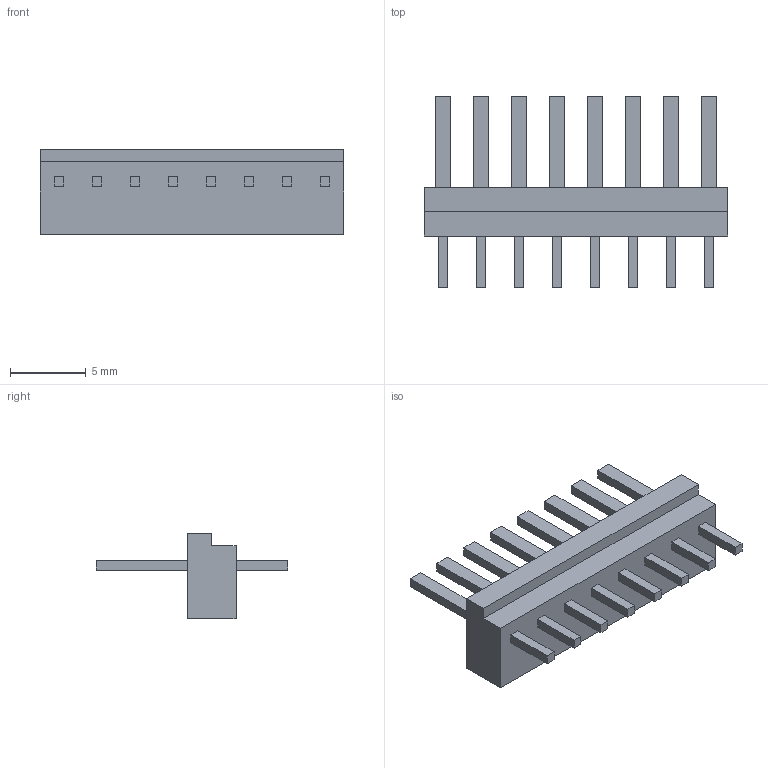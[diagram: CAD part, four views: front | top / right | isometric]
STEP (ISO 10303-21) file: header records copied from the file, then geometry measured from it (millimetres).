
FILE_DESCRIPTION (( 'STEP AP214' ), '1' );
FILE_NAME ('B8P-SHF-1AA(LF)(SN).STEP', '2012-03-15T01:01:32', ( ' ' ), ( ' ' ), 'SwSTEP 2.0', 'SolidWorks 2005235', '' );
FILE_SCHEMA (( 'AUTOMOTIVE_DESIGN' ));
Length unit declared in the file: millimetre
Products named in the file (1): B8P-SHF-1AA(LF)(SN)
Bounding box: 20 x 12.6 x 5.6 mm (x, y, z)
Volume: 374.7 mm3; surface area: 612.4 mm2
Topology: 1 solids, 1 shells, 88 faces, 210 edges, 140 vertices
Faces by surface type: plane 88
Entity records: 3485 total; most frequent: CARTESIAN_POINT 439, ORIENTED_EDGE 420, DIRECTION 388, EDGE_CURVE 210, VECTOR 210, LINE 210, VERTEX_POINT 140, EDGE_LOOP 104
